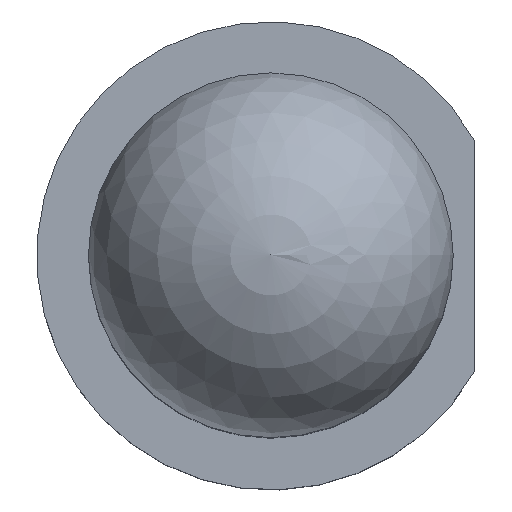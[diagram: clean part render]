
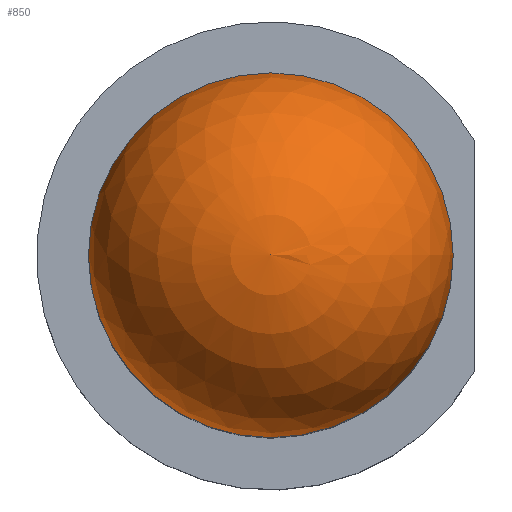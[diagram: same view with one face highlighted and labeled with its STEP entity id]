
A CAD part, top view. The second image highlights one B-rep face of the part: STEP entity #850.
In plain terms, the highlighted spherical face has radius 1.5 mm.
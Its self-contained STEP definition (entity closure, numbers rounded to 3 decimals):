
#20=SPHERICAL_SURFACE('',#897,1.5);
#45=CIRCLE('',#896,1.5);
#93=ORIENTED_EDGE('',*,*,#249,.F.);
#249=EDGE_CURVE('',#329,#329,#45,.T.);
#329=VERTEX_POINT('',#1169);
#505=EDGE_LOOP('',(#93));
#545=FACE_BOUND('',#505,.T.);
#850=ADVANCED_FACE('',(#545),#20,.T.);
#896=AXIS2_PLACEMENT_3D('',#1168,#990,#991);
#897=AXIS2_PLACEMENT_3D('',#1170,#992,#993);
#990=DIRECTION('',(0.,0.,-1.));
#991=DIRECTION('',(-1.,0.,0.));
#992=DIRECTION('',(0.,0.,1.));
#993=DIRECTION('',(1.,0.,0.));
#1168=CARTESIAN_POINT('',(0.,0.,3.8));
#1169=CARTESIAN_POINT('',(-1.5,0.,3.8));
#1170=CARTESIAN_POINT('',(0.,0.,3.8));
